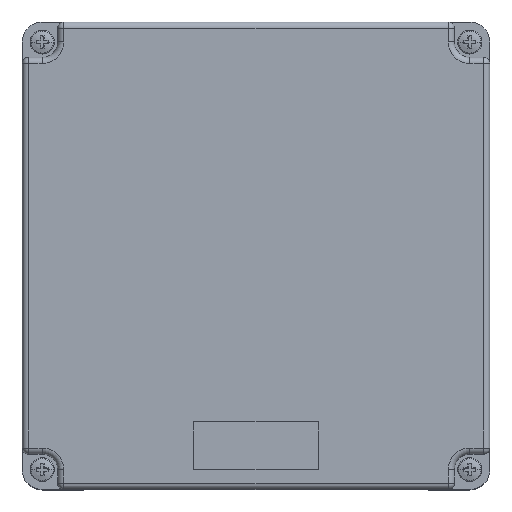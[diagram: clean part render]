
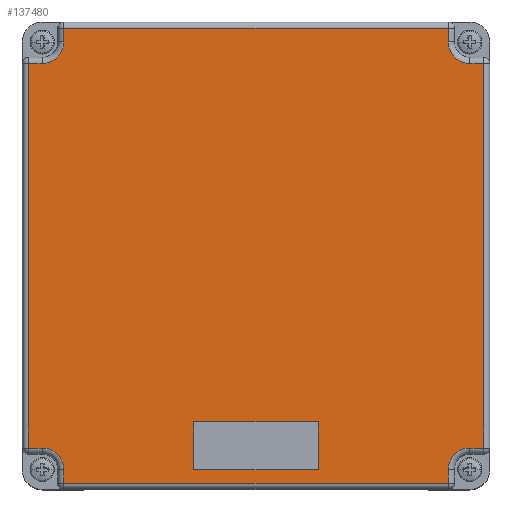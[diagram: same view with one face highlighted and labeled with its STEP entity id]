
A CAD part, top view. The second image highlights one B-rep face of the part: STEP entity #137480.
In plain terms, the highlighted planar face has unit normal (0, 0, 1).
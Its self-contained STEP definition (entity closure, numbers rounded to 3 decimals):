
#135750=CARTESIAN_POINT('',(68.537,-64.102,15.));
#135760=DIRECTION('',(0.,0.,1.));
#135770=DIRECTION('',(1.,0.,0.));
#135780=AXIS2_PLACEMENT_3D('',#135750,#135760,#135770);
#135790=PLANE('',#135780);
#135800=CARTESIAN_POINT('',(0.,-114.014,15.));
#135810=DIRECTION('',(1.,0.,0.));
#135820=VECTOR('',#135810,1.);
#135830=LINE('',#135800,#135820);
#135840=CARTESIAN_POINT('',(48.287,-114.014,15.));
#135850=VERTEX_POINT('',#135840);
#135860=CARTESIAN_POINT('',(88.787,-114.014,15.));
#135870=VERTEX_POINT('',#135860);
#135880=EDGE_CURVE('',#135850,#135870,#135830,.T.);
#135890=ORIENTED_EDGE('',*,*,#135880,.F.);
#135900=CARTESIAN_POINT('',(88.787,0.,15.));
#135910=DIRECTION('',(0.,1.,0.));
#135920=VECTOR('',#135910,1.);
#135930=LINE('',#135900,#135920);
#135940=CARTESIAN_POINT('',(88.787,-98.514,15.));
#135950=VERTEX_POINT('',#135940);
#135960=EDGE_CURVE('',#135870,#135950,#135930,.T.);
#135970=ORIENTED_EDGE('',*,*,#135960,.F.);
#135980=CARTESIAN_POINT('',(0.,-98.514,15.));
#135990=DIRECTION('',(-1.,0.,0.));
#136000=VECTOR('',#135990,1.);
#136010=LINE('',#135980,#136000);
#136020=CARTESIAN_POINT('',(48.287,-98.514,15.));
#136030=VERTEX_POINT('',#136020);
#136040=EDGE_CURVE('',#135950,#136030,#136010,.T.);
#136050=ORIENTED_EDGE('',*,*,#136040,.F.);
#136060=CARTESIAN_POINT('',(48.287,0.,15.));
#136070=DIRECTION('',(0.,-1.,0.));
#136080=VECTOR('',#136070,1.);
#136090=LINE('',#136060,#136080);
#136100=EDGE_CURVE('',#136030,#135850,#136090,.T.);
#136110=ORIENTED_EDGE('',*,*,#136100,.F.);
#136120=EDGE_LOOP('',(#136110,#136050,#135970,#135890));
#136130=FACE_BOUND('',#136120,.T.);
#136140=CARTESIAN_POINT('',(138.037,-114.014,15.));
#136150=DIRECTION('',(0.,0.,-1.));
#136160=DIRECTION('',(-1.,0.,0.));
#136170=AXIS2_PLACEMENT_3D('',#136140,#136150,#136160);
#136180=CIRCLE('',#136170,7.);
#136190=CARTESIAN_POINT('',(131.037,-114.014,15.));
#136200=VERTEX_POINT('',#136190);
#136210=CARTESIAN_POINT('',(138.037,-107.014,15.));
#136220=VERTEX_POINT('',#136210);
#136230=EDGE_CURVE('',#136200,#136220,#136180,.T.);
#136240=ORIENTED_EDGE('',*,*,#136230,.T.);
#136250=CARTESIAN_POINT('',(131.037,0.,15.));
#136260=DIRECTION('',(0.,-1.,0.));
#136270=VECTOR('',#136260,1.);
#136280=LINE('',#136250,#136270);
#136290=CARTESIAN_POINT('',(131.037,-118.514,15.));
#136300=VERTEX_POINT('',#136290);
#136310=EDGE_CURVE('',#136200,#136300,#136280,.T.);
#136320=ORIENTED_EDGE('',*,*,#136310,.F.);
#136330=CARTESIAN_POINT('',(0.,-118.514,15.));
#136340=DIRECTION('',(1.,0.,0.));
#136350=VECTOR('',#136340,1.);
#136360=LINE('',#136330,#136350);
#136370=CARTESIAN_POINT('',(6.037,-118.514,15.));
#136380=VERTEX_POINT('',#136370);
#136390=EDGE_CURVE('',#136380,#136300,#136360,.T.);
#136400=ORIENTED_EDGE('',*,*,#136390,.T.);
#136410=CARTESIAN_POINT('',(6.037,0.,15.));
#136420=DIRECTION('',(0.,1.,0.));
#136430=VECTOR('',#136420,1.);
#136440=LINE('',#136410,#136430);
#136450=CARTESIAN_POINT('',(6.037,-114.014,15.));
#136460=VERTEX_POINT('',#136450);
#136470=EDGE_CURVE('',#136380,#136460,#136440,.T.);
#136480=ORIENTED_EDGE('',*,*,#136470,.F.);
#136490=CARTESIAN_POINT('',(-0.963,-114.014,15.));
#136500=DIRECTION('',(0.,0.,-1.));
#136510=DIRECTION('',(-1.,0.,0.));
#136520=AXIS2_PLACEMENT_3D('',#136490,#136500,#136510);
#136530=CIRCLE('',#136520,7.);
#136540=CARTESIAN_POINT('',(-0.963,-107.014,15.));
#136550=VERTEX_POINT('',#136540);
#136560=EDGE_CURVE('',#136550,#136460,#136530,.T.);
#136570=ORIENTED_EDGE('',*,*,#136560,.T.);
#136580=CARTESIAN_POINT('',(0.,-107.014,15.));
#136590=DIRECTION('',(1.,0.,0.));
#136600=VECTOR('',#136590,1.);
#136610=LINE('',#136580,#136600);
#136620=CARTESIAN_POINT('',(-5.463,-107.014,15.));
#136630=VERTEX_POINT('',#136620);
#136640=EDGE_CURVE('',#136630,#136550,#136610,.T.);
#136650=ORIENTED_EDGE('',*,*,#136640,.T.);
#136660=CARTESIAN_POINT('',(-5.463,0.,15.));
#136670=DIRECTION('',(0.,1.,0.));
#136680=VECTOR('',#136670,1.);
#136690=LINE('',#136660,#136680);
#136700=CARTESIAN_POINT('',(-5.463,17.986,15.));
#136710=VERTEX_POINT('',#136700);
#136720=EDGE_CURVE('',#136630,#136710,#136690,.T.);
#136730=ORIENTED_EDGE('',*,*,#136720,.F.);
#136740=CARTESIAN_POINT('',(0.,17.986,15.));
#136750=DIRECTION('',(-1.,0.,0.));
#136760=VECTOR('',#136750,1.);
#136770=LINE('',#136740,#136760);
#136780=CARTESIAN_POINT('',(-0.963,17.986,15.));
#136790=VERTEX_POINT('',#136780);
#136800=EDGE_CURVE('',#136790,#136710,#136770,.T.);
#136810=ORIENTED_EDGE('',*,*,#136800,.T.);
#136820=CARTESIAN_POINT('',(-0.963,24.986,15.));
#136830=DIRECTION('',(0.,0.,-1.));
#136840=DIRECTION('',(-1.,0.,0.));
#136850=AXIS2_PLACEMENT_3D('',#136820,#136830,#136840);
#136860=CIRCLE('',#136850,7.);
#136870=CARTESIAN_POINT('',(6.037,24.986,15.));
#136880=VERTEX_POINT('',#136870);
#136890=EDGE_CURVE('',#136880,#136790,#136860,.T.);
#136900=ORIENTED_EDGE('',*,*,#136890,.T.);
#136910=CARTESIAN_POINT('',(6.037,0.,15.));
#136920=DIRECTION('',(0.,1.,0.));
#136930=VECTOR('',#136920,1.);
#136940=LINE('',#136910,#136930);
#136950=CARTESIAN_POINT('',(6.037,29.486,15.));
#136960=VERTEX_POINT('',#136950);
#136970=EDGE_CURVE('',#136880,#136960,#136940,.T.);
#136980=ORIENTED_EDGE('',*,*,#136970,.F.);
#136990=CARTESIAN_POINT('',(0.,29.486,15.));
#137000=DIRECTION('',(-1.,0.,0.));
#137010=VECTOR('',#137000,1.);
#137020=LINE('',#136990,#137010);
#137030=CARTESIAN_POINT('',(131.037,29.486,15.));
#137040=VERTEX_POINT('',#137030);
#137050=EDGE_CURVE('',#137040,#136960,#137020,.T.);
#137060=ORIENTED_EDGE('',*,*,#137050,.T.);
#137070=CARTESIAN_POINT('',(131.037,0.,15.));
#137080=DIRECTION('',(0.,-1.,0.));
#137090=VECTOR('',#137080,1.);
#137100=LINE('',#137070,#137090);
#137110=CARTESIAN_POINT('',(131.037,24.986,15.));
#137120=VERTEX_POINT('',#137110);
#137130=EDGE_CURVE('',#137040,#137120,#137100,.T.);
#137140=ORIENTED_EDGE('',*,*,#137130,.F.);
#137150=CARTESIAN_POINT('',(138.037,24.986,15.));
#137160=DIRECTION('',(0.,0.,-1.));
#137170=DIRECTION('',(-1.,0.,0.));
#137180=AXIS2_PLACEMENT_3D('',#137150,#137160,#137170);
#137190=CIRCLE('',#137180,7.);
#137200=CARTESIAN_POINT('',(138.037,17.986,15.));
#137210=VERTEX_POINT('',#137200);
#137220=EDGE_CURVE('',#137210,#137120,#137190,.T.);
#137230=ORIENTED_EDGE('',*,*,#137220,.T.);
#137240=CARTESIAN_POINT('',(0.,17.986,15.));
#137250=DIRECTION('',(-1.,0.,0.));
#137260=VECTOR('',#137250,1.);
#137270=LINE('',#137240,#137260);
#137280=CARTESIAN_POINT('',(142.537,17.986,15.));
#137290=VERTEX_POINT('',#137280);
#137300=EDGE_CURVE('',#137290,#137210,#137270,.T.);
#137310=ORIENTED_EDGE('',*,*,#137300,.T.);
#137320=CARTESIAN_POINT('',(142.537,0.,15.));
#137330=DIRECTION('',(0.,-1.,0.));
#137340=VECTOR('',#137330,1.);
#137350=LINE('',#137320,#137340);
#137360=CARTESIAN_POINT('',(142.537,-107.014,15.));
#137370=VERTEX_POINT('',#137360);
#137380=EDGE_CURVE('',#137290,#137370,#137350,.T.);
#137390=ORIENTED_EDGE('',*,*,#137380,.F.);
#137400=CARTESIAN_POINT('',(0.,-107.014,15.));
#137410=DIRECTION('',(1.,0.,0.));
#137420=VECTOR('',#137410,1.);
#137430=LINE('',#137400,#137420);
#137440=EDGE_CURVE('',#136220,#137370,#137430,.T.);
#137450=ORIENTED_EDGE('',*,*,#137440,.T.);
#137460=EDGE_LOOP('',(#137450,#137390,#137310,#137230,#137140,#137060,
#136980,#136900,#136810,#136730,#136650,#136570,#136480,#136400,#136320,
#136240));
#137470=FACE_OUTER_BOUND('',#137460,.T.);
#137480=ADVANCED_FACE('',(#136130,#137470),#135790,.T.);
